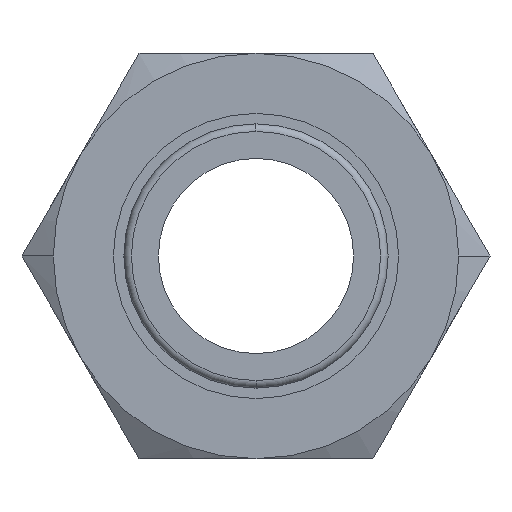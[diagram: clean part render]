
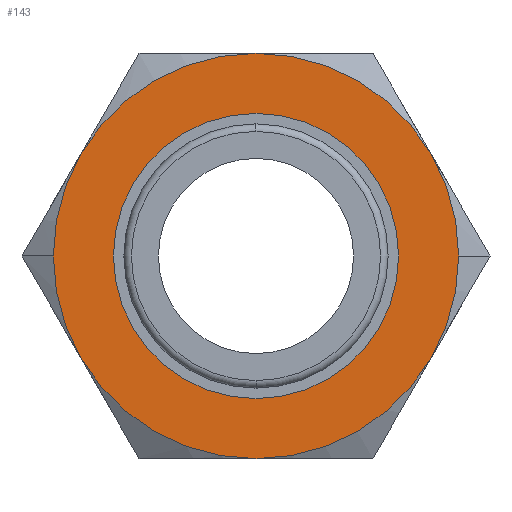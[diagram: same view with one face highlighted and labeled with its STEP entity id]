
A CAD part, front view. The second image highlights one B-rep face of the part: STEP entity #143.
In plain terms, the highlighted planar face has unit normal (0, -1, 0).
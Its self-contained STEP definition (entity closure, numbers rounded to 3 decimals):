
#143=ADVANCED_FACE('',(#296,#297),#298,.T.);
#296=FACE_OUTER_BOUND('',#455,.T.);
#297=FACE_BOUND('',#456,.T.);
#298=PLANE('',#457);
#455=EDGE_LOOP('',(#793,#794,#795,#796,#797,#798,#799,#800));
#456=EDGE_LOOP('',(#801,#802));
#457=AXIS2_PLACEMENT_3D('',#803,#804,#805);
#793=ORIENTED_EDGE('',*,*,#1040,.T.);
#794=ORIENTED_EDGE('',*,*,#913,.T.);
#795=ORIENTED_EDGE('',*,*,#1015,.T.);
#796=ORIENTED_EDGE('',*,*,#1041,.T.);
#797=ORIENTED_EDGE('',*,*,#982,.T.);
#798=ORIENTED_EDGE('',*,*,#1042,.T.);
#799=ORIENTED_EDGE('',*,*,#1043,.T.);
#800=ORIENTED_EDGE('',*,*,#994,.T.);
#801=ORIENTED_EDGE('',*,*,#1044,.F.);
#802=ORIENTED_EDGE('',*,*,#986,.F.);
#803=CARTESIAN_POINT('',(-6.75,27.0,0.0));
#804=DIRECTION('',(0.,-1.0,0.0));
#805=DIRECTION('',(-1.0,0.,0.0));
#913=EDGE_CURVE('',#1070,#1072,#1074,.T.);
#982=EDGE_CURVE('',#1187,#1184,#1188,.T.);
#986=EDGE_CURVE('',#1191,#1193,#1194,.T.);
#994=EDGE_CURVE('',#1133,#1150,#1206,.T.);
#1015=EDGE_CURVE('',#1072,#1226,#1228,.T.);
#1040=EDGE_CURVE('',#1150,#1070,#1255,.T.);
#1041=EDGE_CURVE('',#1226,#1187,#1256,.T.);
#1042=EDGE_CURVE('',#1184,#1247,#1257,.T.);
#1043=EDGE_CURVE('',#1247,#1133,#1258,.T.);
#1044=EDGE_CURVE('',#1193,#1191,#1259,.T.);
#1070=VERTEX_POINT('',#1287);
#1072=VERTEX_POINT('',#1290);
#1074=CIRCLE('',#1303,13.5);
#1133=VERTEX_POINT('',#1425);
#1150=VERTEX_POINT('',#1500);
#1184=VERTEX_POINT('',#1596);
#1187=VERTEX_POINT('',#1600);
#1188=CIRCLE('',#1601,13.5);
#1191=VERTEX_POINT('',#1615);
#1193=VERTEX_POINT('',#1618);
#1194=CIRCLE('',#1619,9.5);
#1206=CIRCLE('',#1634,13.5);
#1226=VERTEX_POINT('',#1665);
#1228=CIRCLE('',#1678,13.5);
#1247=VERTEX_POINT('',#1734);
#1255=CIRCLE('',#1764,13.5);
#1256=CIRCLE('',#1765,13.5);
#1257=CIRCLE('',#1766,13.5);
#1258=CIRCLE('',#1767,13.5);
#1259=CIRCLE('',#1768,9.5);
#1287=CARTESIAN_POINT('',(-13.5,27.0,0.));
#1290=CARTESIAN_POINT('',(-11.691,27.0,-6.75));
#1303=AXIS2_PLACEMENT_3D('',#1792,#1793,#1794);
#1425=CARTESIAN_POINT('',(0.,27.0,13.5));
#1500=CARTESIAN_POINT('',(-11.691,27.0,6.75));
#1596=CARTESIAN_POINT('',(13.5,27.0,0.));
#1600=CARTESIAN_POINT('',(11.691,27.0,-6.75));
#1601=AXIS2_PLACEMENT_3D('',#1871,#1872,#1873);
#1615=CARTESIAN_POINT('',(9.5,27.0,0.));
#1618=CARTESIAN_POINT('',(-9.5,27.0,0.));
#1619=AXIS2_PLACEMENT_3D('',#1875,#1876,#1877);
#1634=AXIS2_PLACEMENT_3D('',#1887,#1888,#1889);
#1665=CARTESIAN_POINT('',(0.,27.0,-13.5));
#1678=AXIS2_PLACEMENT_3D('',#1923,#1924,#1925);
#1734=CARTESIAN_POINT('',(11.691,27.0,6.75));
#1764=AXIS2_PLACEMENT_3D('',#1948,#1949,#1950);
#1765=AXIS2_PLACEMENT_3D('',#1951,#1952,#1953);
#1766=AXIS2_PLACEMENT_3D('',#1954,#1955,#1956);
#1767=AXIS2_PLACEMENT_3D('',#1957,#1958,#1959);
#1768=AXIS2_PLACEMENT_3D('',#1960,#1961,#1962);
#1792=CARTESIAN_POINT('',(0.,27.0,0.0));
#1793=DIRECTION('',(0.,-1.0,0.0));
#1794=DIRECTION('',(-1.0,0.,0.0));
#1871=CARTESIAN_POINT('',(0.,27.0,0.0));
#1872=DIRECTION('',(0.,-1.0,0.0));
#1873=DIRECTION('',(-1.0,0.,0.0));
#1875=CARTESIAN_POINT('',(0.0,27.0,0.0));
#1876=DIRECTION('',(0.,-1.0,0.0));
#1877=DIRECTION('',(1.0,0.,0.0));
#1887=CARTESIAN_POINT('',(0.,27.0,0.0));
#1888=DIRECTION('',(0.,-1.0,0.0));
#1889=DIRECTION('',(-1.0,0.,0.0));
#1923=CARTESIAN_POINT('',(0.,27.0,0.0));
#1924=DIRECTION('',(0.,-1.0,0.0));
#1925=DIRECTION('',(-1.0,0.,0.0));
#1948=CARTESIAN_POINT('',(0.,27.0,0.0));
#1949=DIRECTION('',(0.,-1.0,0.0));
#1950=DIRECTION('',(-1.0,0.,0.0));
#1951=CARTESIAN_POINT('',(0.,27.0,0.0));
#1952=DIRECTION('',(0.,-1.0,0.0));
#1953=DIRECTION('',(-1.0,0.,0.0));
#1954=CARTESIAN_POINT('',(0.,27.0,0.0));
#1955=DIRECTION('',(0.,-1.0,0.0));
#1956=DIRECTION('',(-1.0,0.,0.0));
#1957=CARTESIAN_POINT('',(0.,27.0,0.0));
#1958=DIRECTION('',(0.,-1.0,0.0));
#1959=DIRECTION('',(-1.0,0.,0.0));
#1960=CARTESIAN_POINT('',(0.0,27.0,0.0));
#1961=DIRECTION('',(0.,-1.0,0.0));
#1962=DIRECTION('',(1.0,0.,0.0));
